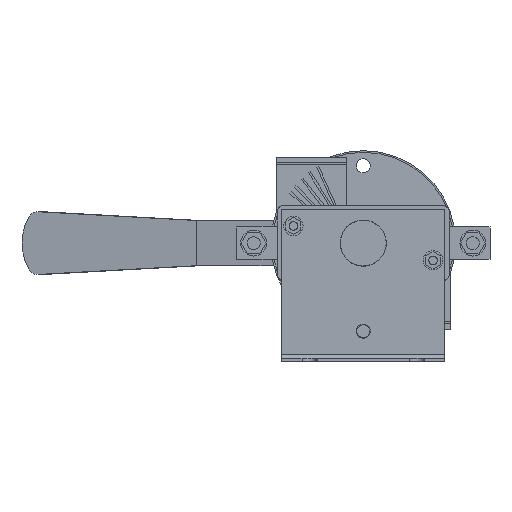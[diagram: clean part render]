
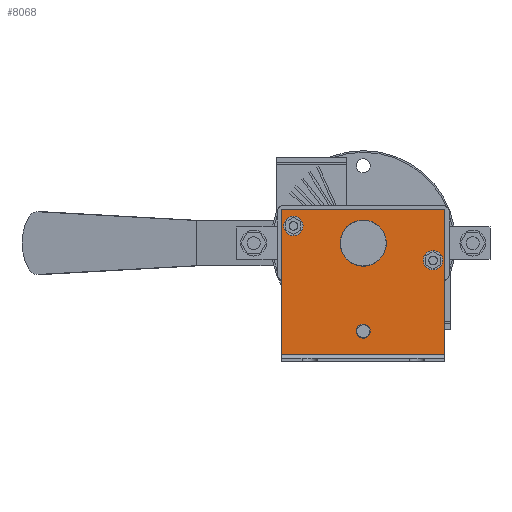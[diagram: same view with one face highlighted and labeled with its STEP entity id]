
A CAD part, left-side view. The second image highlights one B-rep face of the part: STEP entity #8068.
In plain terms, the highlighted planar face has unit normal (-1, 0, 0).
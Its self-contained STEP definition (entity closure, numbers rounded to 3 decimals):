
#358 = PLANE ( 'NONE',  #13998 ) ;
#670 = DIRECTION ( 'NONE',  ( 0., 1., 0. ) ) ;
#829 = ORIENTED_EDGE ( 'NONE', *, *, #8618, .T. ) ;
#1533 = CARTESIAN_POINT ( 'NONE',  ( -68.5, 113.705, 15.5 ) ) ;
#3349 = FACE_BOUND ( 'NONE', #45429, .T. ) ;
#4818 = CARTESIAN_POINT ( 'NONE',  ( -68.5, 38., -53.5 ) ) ;
#6323 = CARTESIAN_POINT ( 'NONE',  ( -68.5, 32.5, 8. ) ) ;
#6326 = CIRCLE ( 'NONE', #24860, 4.5 ) ;
#7329 = CARTESIAN_POINT ( 'NONE',  ( -68.5, 0., -10.75 ) ) ;
#7578 = EDGE_CURVE ( 'NONE', #40876, #56273, #50788, .T. ) ;
#8068 = ADVANCED_FACE ( 'NONE', ( #27015, #53657, #3349, #39567, #14419 ), #358, .F. ) ;
#8618 = EDGE_CURVE ( 'NONE', #58595, #58595, #37998, .T. ) ;
#9445 = VERTEX_POINT ( 'NONE', #57213 ) ;
#11048 = DIRECTION ( 'NONE',  ( 0., 0., -1. ) ) ;
#11095 = ORIENTED_EDGE ( 'NONE', *, *, #44883, .T. ) ;
#13998 = AXIS2_PLACEMENT_3D ( 'NONE', #14610, #47703, #19376 ) ;
#14419 = FACE_BOUND ( 'NONE', #46782, .T. ) ;
#14610 = CARTESIAN_POINT ( 'NONE',  ( -68.5, 113.705, -53.5 ) ) ;
#17630 = AXIS2_PLACEMENT_3D ( 'NONE', #21301, #54376, #26050 ) ;
#17635 = ORIENTED_EDGE ( 'NONE', *, *, #48190, .F. ) ;
#17804 = EDGE_CURVE ( 'NONE', #38560, #38560, #48892, .T. ) ;
#18677 = VECTOR ( 'NONE', #670, 1000. ) ;
#19376 = DIRECTION ( 'NONE',  ( 0., 0., 1. ) ) ;
#21035 = CARTESIAN_POINT ( 'NONE',  ( -68.5, 38., -52. ) ) ;
#21301 = CARTESIAN_POINT ( 'NONE',  ( -68.5, 0., 0. ) ) ;
#22774 = ORIENTED_EDGE ( 'NONE', *, *, #35758, .F. ) ;
#23525 = EDGE_LOOP ( 'NONE', ( #11095 ) ) ;
#24860 = AXIS2_PLACEMENT_3D ( 'NONE', #6323, #39313, #11048 ) ;
#25243 = VERTEX_POINT ( 'NONE', #54040 ) ;
#26050 = DIRECTION ( 'NONE',  ( 0., 0., -1. ) ) ;
#27009 = CARTESIAN_POINT ( 'NONE',  ( -68.5, 38., 15.5 ) ) ;
#27015 = FACE_BOUND ( 'NONE', #31777, .T. ) ;
#27714 = DIRECTION ( 'NONE',  ( -1., 0., 0. ) ) ;
#27796 = DIRECTION ( 'NONE',  ( 1., 0., 0. ) ) ;
#28461 = CIRCLE ( 'NONE', #17630, 10.75 ) ;
#28964 = CARTESIAN_POINT ( 'NONE',  ( -68.5, 38., -52. ) ) ;
#29117 = ORIENTED_EDGE ( 'NONE', *, *, #33383, .F. ) ;
#29507 = EDGE_LOOP ( 'NONE', ( #44663, #17635, #34396, #22774 ) ) ;
#31777 = EDGE_LOOP ( 'NONE', ( #29117 ) ) ;
#33383 = EDGE_CURVE ( 'NONE', #25243, #25243, #6326, .T. ) ;
#34396 = ORIENTED_EDGE ( 'NONE', *, *, #7578, .F. ) ;
#34595 = DIRECTION ( 'NONE',  ( 0., -1., 0. ) ) ;
#34971 = VERTEX_POINT ( 'NONE', #57323 ) ;
#35758 = EDGE_CURVE ( 'NONE', #34971, #40876, #56420, .T. ) ;
#37998 = CIRCLE ( 'NONE', #44500, 3.25 ) ;
#38120 = VECTOR ( 'NONE', #47410, 1000. ) ;
#38560 = VERTEX_POINT ( 'NONE', #39132 ) ;
#38709 = CARTESIAN_POINT ( 'NONE',  ( -68.5, 0., -44.25 ) ) ;
#39132 = CARTESIAN_POINT ( 'NONE',  ( -68.5, -32.5, -12.5 ) ) ;
#39313 = DIRECTION ( 'NONE',  ( -1., 0., 0. ) ) ;
#39454 = LINE ( 'NONE', #1533, #50612 ) ;
#39567 = FACE_OUTER_BOUND ( 'NONE', #29507, .T. ) ;
#40876 = VERTEX_POINT ( 'NONE', #21035 ) ;
#41989 = VECTOR ( 'NONE', #45246, 1000. ) ;
#42401 = ORIENTED_EDGE ( 'NONE', *, *, #17804, .F. ) ;
#43162 = EDGE_CURVE ( 'NONE', #34971, #9445, #56079, .T. ) ;
#44500 = AXIS2_PLACEMENT_3D ( 'NONE', #56134, #27796, #60903 ) ;
#44663 = ORIENTED_EDGE ( 'NONE', *, *, #43162, .T. ) ;
#44883 = EDGE_CURVE ( 'NONE', #52606, #52606, #28461, .T. ) ;
#45246 = DIRECTION ( 'NONE',  ( 0., 0., 1. ) ) ;
#45429 = EDGE_LOOP ( 'NONE', ( #829 ) ) ;
#46782 = EDGE_LOOP ( 'NONE', ( #42401 ) ) ;
#47410 = DIRECTION ( 'NONE',  ( 0., 0., 1. ) ) ;
#47703 = DIRECTION ( 'NONE',  ( 1., 0., 0. ) ) ;
#48190 = EDGE_CURVE ( 'NONE', #56273, #9445, #39454, .T. ) ;
#48892 = CIRCLE ( 'NONE', #53431, 4.5 ) ;
#50612 = VECTOR ( 'NONE', #34595, 1000. ) ;
#50788 = LINE ( 'NONE', #4818, #38120 ) ;
#52606 = VERTEX_POINT ( 'NONE', #7329 ) ;
#53431 = AXIS2_PLACEMENT_3D ( 'NONE', #56053, #27714, #60816 ) ;
#53657 = FACE_BOUND ( 'NONE', #23525, .T. ) ;
#54040 = CARTESIAN_POINT ( 'NONE',  ( -68.5, 32.5, 3.5 ) ) ;
#54376 = DIRECTION ( 'NONE',  ( 1., 0., 0. ) ) ;
#54789 = CARTESIAN_POINT ( 'NONE',  ( -68.5, -38., -53.5 ) ) ;
#56053 = CARTESIAN_POINT ( 'NONE',  ( -68.5, -32.5, -8. ) ) ;
#56079 = LINE ( 'NONE', #54789, #41989 ) ;
#56134 = CARTESIAN_POINT ( 'NONE',  ( -68.5, 0., -41. ) ) ;
#56273 = VERTEX_POINT ( 'NONE', #27009 ) ;
#56420 = LINE ( 'NONE', #28964, #18677 ) ;
#57213 = CARTESIAN_POINT ( 'NONE',  ( -68.5, -38., 15.5 ) ) ;
#57323 = CARTESIAN_POINT ( 'NONE',  ( -68.5, -38., -52. ) ) ;
#58595 = VERTEX_POINT ( 'NONE', #38709 ) ;
#60816 = DIRECTION ( 'NONE',  ( 0., 0., -1. ) ) ;
#60903 = DIRECTION ( 'NONE',  ( 0., 0., -1. ) ) ;
